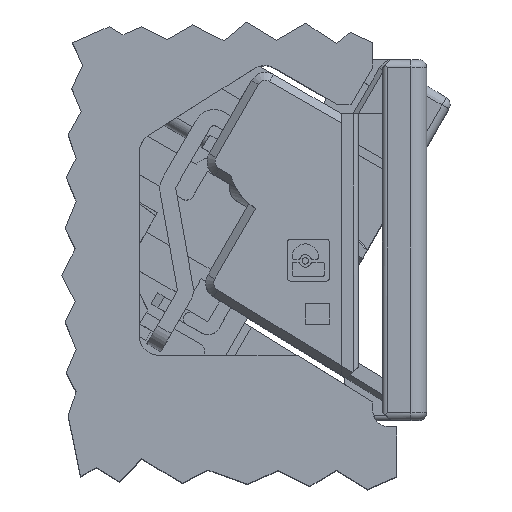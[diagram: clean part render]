
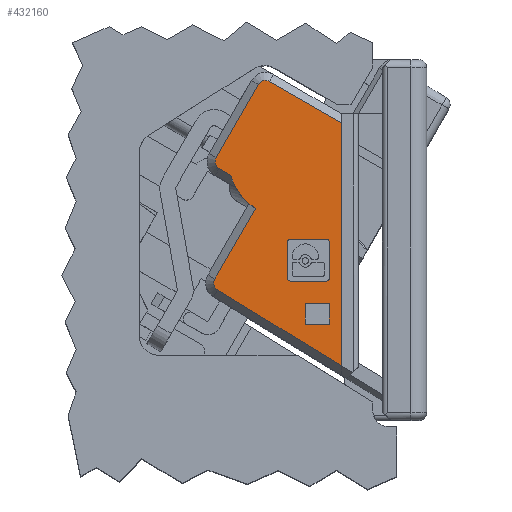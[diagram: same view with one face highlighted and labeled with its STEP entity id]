
A CAD part, top view. The second image highlights one B-rep face of the part: STEP entity #432160.
In plain terms, the highlighted planar face has unit normal (0, 0, 1).
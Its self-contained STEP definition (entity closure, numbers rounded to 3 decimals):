
#429810=CARTESIAN_POINT('',(37.614,73.894,
22.275));
#429820=DIRECTION('',(0.5,0.866,0.));
#429830=VECTOR('',#429820,1.);
#429840=LINE('',#429810,#429830);
#429850=CARTESIAN_POINT('',(36.301,71.621,
22.275));
#429860=VERTEX_POINT('',#429850);
#429870=CARTESIAN_POINT('',(38.926,76.167,
22.275));
#429880=VERTEX_POINT('',#429870);
#429890=EDGE_CURVE('',#429860,#429880,#429840,.T.);
#430120=CARTESIAN_POINT('',(39.359,75.917,
22.275));
#430130=DIRECTION('',(0.,0.,-1.));
#430140=DIRECTION('',(1.,0.,0.));
#430150=AXIS2_PLACEMENT_3D('',#430120,#430130,#430140);
#430160=CIRCLE('',#430150,0.5);
#430170=CARTESIAN_POINT('',(39.609,76.35,
22.275));
#430180=VERTEX_POINT('',#430170);
#430190=EDGE_CURVE('',#429880,#430180,#430160,.T.);
#430380=CARTESIAN_POINT('',(39.875,71.026,
22.275));
#430390=DIRECTION('',(0.,0.,-1.));
#430400=DIRECTION('',(-1.,0.,0.));
#430410=AXIS2_PLACEMENT_3D('',#430380,#430390,#430400);
#430420=PLANE('',#430410);
#430430=CARTESIAN_POINT('',(40.367,60.966,
22.275));
#430440=DIRECTION('',(0.853,-0.522,
0.));
#430450=VECTOR('',#430440,1.);
#430460=LINE('',#430430,#430450);
#430470=CARTESIAN_POINT('',(36.391,63.403,
22.275));
#430480=VERTEX_POINT('',#430470);
#430490=CARTESIAN_POINT('',(44.081,58.69,
22.275));
#430500=VERTEX_POINT('',#430490);
#430510=EDGE_CURVE('',#430480,#430500,#430460,.T.);
#430520=ORIENTED_EDGE('',*,*,#430510,.T.);
#430530=CARTESIAN_POINT('',(36.653,63.829,
22.275));
#430540=DIRECTION('',(0.,0.,-1.));
#430550=DIRECTION('',(1.,0.,0.));
#430560=AXIS2_PLACEMENT_3D('',#430530,#430540,#430550);
#430570=CIRCLE('',#430560,0.5);
#430580=CARTESIAN_POINT('',(36.22,64.079,
22.275));
#430590=VERTEX_POINT('',#430580);
#430600=EDGE_CURVE('',#430480,#430590,#430570,.T.);
#430610=ORIENTED_EDGE('',*,*,#430600,.F.);
#430620=CARTESIAN_POINT('',(37.498,66.294,
22.275));
#430630=DIRECTION('',(0.5,0.866,
0.));
#430640=VECTOR('',#430630,1.);
#430650=LINE('',#430620,#430640);
#430660=CARTESIAN_POINT('',(38.753,68.467,
22.275));
#430670=VERTEX_POINT('',#430660);
#430680=EDGE_CURVE('',#430590,#430670,#430650,.T.);
#430690=ORIENTED_EDGE('',*,*,#430680,.F.);
#430700=CARTESIAN_POINT('',(40.581,71.451,
22.275));
#430710=DIRECTION('',(0.,0.,-1.));
#430720=DIRECTION('',(-1.,0.,0.));
#430730=AXIS2_PLACEMENT_3D('',#430700,#430710,#430720);
#430740=CIRCLE('',#430730,3.5);
#430750=CARTESIAN_POINT('',(37.208,70.52,
22.275));
#430760=VERTEX_POINT('',#430750);
#430770=EDGE_CURVE('',#430670,#430760,#430740,.T.);
#430780=ORIENTED_EDGE('',*,*,#430770,.F.);
#430790=CARTESIAN_POINT('',(34.11,72.308,
22.275));
#430800=DIRECTION('',(0.866,-0.5,0.));
#430810=VECTOR('',#430800,1.);
#430820=LINE('',#430790,#430810);
#430830=CARTESIAN_POINT('',(36.484,70.938,
22.275));
#430840=VERTEX_POINT('',#430830);
#430850=EDGE_CURVE('',#430840,#430760,#430820,.T.);
#430860=ORIENTED_EDGE('',*,*,#430850,.T.);
#430870=CARTESIAN_POINT('',(36.734,71.371,
22.275));
#430880=DIRECTION('',(0.,0.,-1.));
#430890=DIRECTION('',(1.,0.,0.));
#430900=AXIS2_PLACEMENT_3D('',#430870,#430880,#430890);
#430910=CIRCLE('',#430900,0.5);
#430920=EDGE_CURVE('',#430840,#429860,#430910,.T.);
#430930=ORIENTED_EDGE('',*,*,#430920,.F.);
#430940=ORIENTED_EDGE('',*,*,#429890,.F.);
#430950=ORIENTED_EDGE('',*,*,#430190,.F.);
#430960=CARTESIAN_POINT('',(41.72,75.131,
22.275));
#430970=DIRECTION('',(-0.866,0.5,
0.));
#430980=VECTOR('',#430970,1.);
#430990=LINE('',#430960,#430980);
#431000=CARTESIAN_POINT('',(44.081,73.768,
22.275));
#431010=VERTEX_POINT('',#431000);
#431020=EDGE_CURVE('',#431010,#430180,#430990,.T.);
#431030=ORIENTED_EDGE('',*,*,#431020,.T.);
#431040=CARTESIAN_POINT('',(44.081,63.776,
22.275));
#431050=DIRECTION('',(0.,-1.,0.));
#431060=VECTOR('',#431050,1.);
#431070=LINE('',#431040,#431060);
#431080=EDGE_CURVE('',#431010,#430500,#431070,.T.);
#431090=ORIENTED_EDGE('',*,*,#431080,.F.);
#431100=EDGE_LOOP('',(#431090,#431030,#430950,#430940,#430930,#430860,
#430780,#430690,#430610,#430520));
#431110=FACE_OUTER_BOUND('',#431100,.T.);
#431120=CARTESIAN_POINT('',(34.11,62.551,
22.275));
#431130=DIRECTION('',(1.,0.,0.));
#431140=VECTOR('',#431130,1.);
#431150=LINE('',#431120,#431140);
#431160=CARTESIAN_POINT('',(41.831,62.551,
22.275));
#431170=VERTEX_POINT('',#431160);
#431180=CARTESIAN_POINT('',(43.331,62.551,
22.275));
#431190=VERTEX_POINT('',#431180);
#431200=EDGE_CURVE('',#431170,#431190,#431150,.T.);
#431210=ORIENTED_EDGE('',*,*,#431200,.T.);
#431220=CARTESIAN_POINT('',(41.831,63.776,
22.275));
#431230=DIRECTION('',(0.,1.,0.));
#431240=VECTOR('',#431230,1.);
#431250=LINE('',#431220,#431240);
#431260=CARTESIAN_POINT('',(41.831,61.276,
22.275));
#431270=VERTEX_POINT('',#431260);
#431280=EDGE_CURVE('',#431270,#431170,#431250,.T.);
#431290=ORIENTED_EDGE('',*,*,#431280,.T.);
#431300=CARTESIAN_POINT('',(34.11,61.276,
22.275));
#431310=DIRECTION('',(-1.,0.,0.));
#431320=VECTOR('',#431310,1.);
#431330=LINE('',#431300,#431320);
#431340=CARTESIAN_POINT('',(43.331,61.276,
22.275));
#431350=VERTEX_POINT('',#431340);
#431360=EDGE_CURVE('',#431350,#431270,#431330,.T.);
#431370=ORIENTED_EDGE('',*,*,#431360,.T.);
#431380=CARTESIAN_POINT('',(43.331,63.776,
22.275));
#431390=DIRECTION('',(0.,-1.,0.));
#431400=VECTOR('',#431390,1.);
#431410=LINE('',#431380,#431400);
#431420=EDGE_CURVE('',#431190,#431350,#431410,.T.);
#431430=ORIENTED_EDGE('',*,*,#431420,.T.);
#431440=EDGE_LOOP('',(#431430,#431370,#431290,#431210));
#431450=FACE_BOUND('',#431440,.T.);
#431460=CARTESIAN_POINT('',(34.11,66.551,
22.275));
#431470=DIRECTION('',(1.,0.,0.));
#431480=VECTOR('',#431470,1.);
#431490=LINE('',#431460,#431480);
#431500=CARTESIAN_POINT('',(40.906,66.551,
22.275));
#431510=VERTEX_POINT('',#431500);
#431520=CARTESIAN_POINT('',(43.156,66.551,
22.275));
#431530=VERTEX_POINT('',#431520);
#431540=EDGE_CURVE('',#431510,#431530,#431490,.T.);
#431550=ORIENTED_EDGE('',*,*,#431540,.T.);
#431560=CARTESIAN_POINT('',(40.906,66.376,
22.275));
#431570=DIRECTION('',(0.,0.,1.));
#431580=DIRECTION('',(0.,1.,0.));
#431590=AXIS2_PLACEMENT_3D('',#431560,#431570,#431580);
#431600=CIRCLE('',#431590,0.175);
#431610=CARTESIAN_POINT('',(40.731,66.376,
22.275));
#431620=VERTEX_POINT('',#431610);
#431630=EDGE_CURVE('',#431510,#431620,#431600,.T.);
#431640=ORIENTED_EDGE('',*,*,#431630,.F.);
#431650=CARTESIAN_POINT('',(40.731,63.776,
22.275));
#431660=DIRECTION('',(0.,1.,0.));
#431670=VECTOR('',#431660,1.);
#431680=LINE('',#431650,#431670);
#431690=CARTESIAN_POINT('',(40.731,64.13,
22.275));
#431700=VERTEX_POINT('',#431690);
#431710=EDGE_CURVE('',#431700,#431620,#431680,.T.);
#431720=ORIENTED_EDGE('',*,*,#431710,.T.);
#431730=CARTESIAN_POINT('',(40.906,64.13,
22.275));
#431740=DIRECTION('',(0.,0.,1.));
#431750=DIRECTION('',(0.,1.,0.));
#431760=AXIS2_PLACEMENT_3D('',#431730,#431740,#431750);
#431770=CIRCLE('',#431760,0.175);
#431780=CARTESIAN_POINT('',(40.906,63.955,
22.275));
#431790=VERTEX_POINT('',#431780);
#431800=EDGE_CURVE('',#431700,#431790,#431770,.T.);
#431810=ORIENTED_EDGE('',*,*,#431800,.F.);
#431820=CARTESIAN_POINT('',(34.11,63.955,
22.275));
#431830=DIRECTION('',(-1.,0.,0.));
#431840=VECTOR('',#431830,1.);
#431850=LINE('',#431820,#431840);
#431860=CARTESIAN_POINT('',(43.156,63.955,
22.275));
#431870=VERTEX_POINT('',#431860);
#431880=EDGE_CURVE('',#431870,#431790,#431850,.T.);
#431890=ORIENTED_EDGE('',*,*,#431880,.T.);
#431900=CARTESIAN_POINT('',(43.156,64.13,
22.275));
#431910=DIRECTION('',(0.,0.,1.));
#431920=DIRECTION('',(0.,1.,0.));
#431930=AXIS2_PLACEMENT_3D('',#431900,#431910,#431920);
#431940=CIRCLE('',#431930,0.175);
#431950=CARTESIAN_POINT('',(43.331,64.13,
22.275));
#431960=VERTEX_POINT('',#431950);
#431970=EDGE_CURVE('',#431870,#431960,#431940,.T.);
#431980=ORIENTED_EDGE('',*,*,#431970,.F.);
#431990=CARTESIAN_POINT('',(43.331,63.776,
22.275));
#432000=DIRECTION('',(0.,-1.,0.));
#432010=VECTOR('',#432000,1.);
#432020=LINE('',#431990,#432010);
#432030=CARTESIAN_POINT('',(43.331,66.376,
22.275));
#432040=VERTEX_POINT('',#432030);
#432050=EDGE_CURVE('',#432040,#431960,#432020,.T.);
#432060=ORIENTED_EDGE('',*,*,#432050,.T.);
#432070=CARTESIAN_POINT('',(43.156,66.376,
22.275));
#432080=DIRECTION('',(0.,0.,1.));
#432090=DIRECTION('',(0.,1.,0.));
#432100=AXIS2_PLACEMENT_3D('',#432070,#432080,#432090);
#432110=CIRCLE('',#432100,0.175);
#432120=EDGE_CURVE('',#432040,#431530,#432110,.T.);
#432130=ORIENTED_EDGE('',*,*,#432120,.F.);
#432140=EDGE_LOOP('',(#432130,#432060,#431980,#431890,#431810,#431720,
#431640,#431550));
#432150=FACE_BOUND('',#432140,.T.);
#432160=ADVANCED_FACE('',(#431110,#431450,#432150),#430420,.F.);
